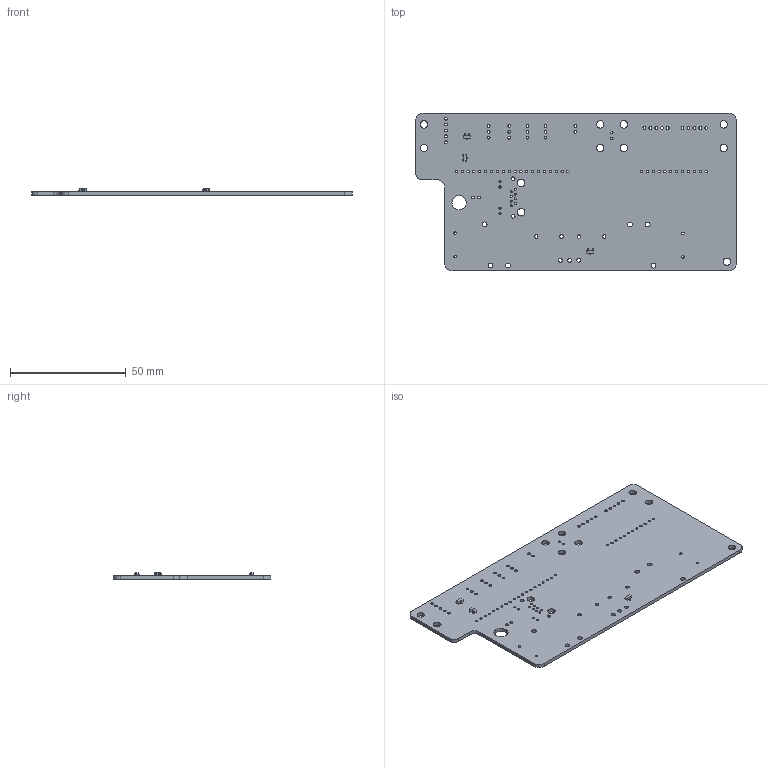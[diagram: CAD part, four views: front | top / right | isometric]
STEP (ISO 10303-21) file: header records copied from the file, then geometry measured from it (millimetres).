
FILE_DESCRIPTION(('KiCad electronic assembly'),'2;1');
FILE_NAME('acorn-odrive-interface.step','2021-12-02T18:52:01',('Pcbnew') ,('Kicad'),'Open CASCADE STEP processor 7.5','KiCad to STEP converter' ,'Unknown');
FILE_SCHEMA(('AUTOMOTIVE_DESIGN { 1 0 10303 214 1 1 1 1 }'));
Length unit declared in the file: millimetre
Products named in the file (4): acorn-odrive-interface 1; SOT-23; SOLID; acorn-odrive-interface PCB
Assembly tree (5 placements, depth 3):
  acorn-odrive-interface 1
    SOT-23  x3
      SOLID
    acorn-odrive-interface PCB
Bounding box: 138.5 x 68.17 x 2.85 mm (x, y, z)
Volume: 13948.9 mm3; surface area: 18902.9 mm2
Topology: 4 solids, 4 shells, 350 faces, 900 edges, 558 vertices
Faces by surface type: bspline 228, cylinder 114, plane 8
Full cylindrical faces by diameter (mm): 0.89 x12, 1 x34, 1.092 x4, 1.19 x31, 1.5 x4, 1.57 x2, 1.7 x3, 2.108 x6, 3.2 x9, 3.25 x2, 6.2 x1
Entity records: 14020 total; most frequent: CARTESIAN_POINT 3178, DIRECTION 1564, ORIENTED_EDGE 1080, PCURVE 1080, DEFINITIONAL_REPRESENTATION 1080, LINE 624, VECTOR 624, EDGE_CURVE 540
